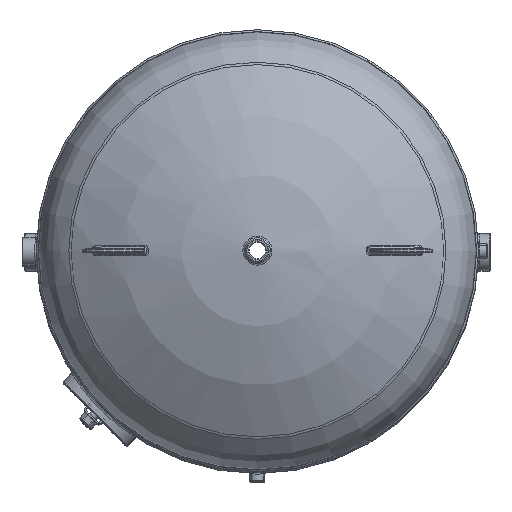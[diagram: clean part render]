
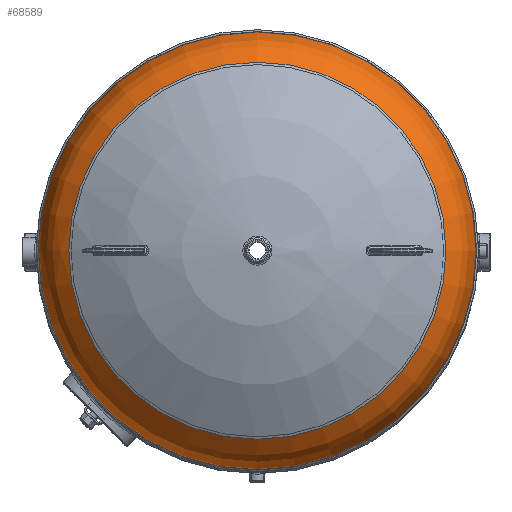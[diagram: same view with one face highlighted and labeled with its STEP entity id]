
A CAD part, top view. The second image highlights one B-rep face of the part: STEP entity #68589.
In plain terms, the highlighted toroidal (fillet/blend) face has major radius 280 mm and minor radius 120 mm.
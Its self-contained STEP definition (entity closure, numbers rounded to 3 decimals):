
#64325=CARTESIAN_POINT('',(-400.,-0.,2147.685));
#64326=VERTEX_POINT('',#64325);
#64333=CARTESIAN_POINT('',(400.,0.,2147.685));
#64334=VERTEX_POINT('',#64333);
#64335=CARTESIAN_POINT('',(-0.,0.,2147.685));
#64336=DIRECTION('',(0.,0.,-1.));
#64337=DIRECTION('',(-1.,0.,0.));
#64338=AXIS2_PLACEMENT_3D('',#64335,#64336,#64337);
#64339=CIRCLE('',#64338,400.);
#64340=EDGE_CURVE('',#64326,#64334,#64339,.T.);
#64342=CARTESIAN_POINT('',(-0.,0.,2147.685));
#64343=DIRECTION('',(0.,0.,-1.));
#64344=DIRECTION('',(-1.,0.,0.));
#64345=AXIS2_PLACEMENT_3D('',#64342,#64343,#64344);
#64346=CIRCLE('',#64345,400.);
#64347=EDGE_CURVE('',#64334,#64326,#64346,.T.);
#68238=CARTESIAN_POINT('',(344.451,0.,2248.907));
#68239=VERTEX_POINT('',#68238);
#68247=CARTESIAN_POINT('',(-344.451,0.,2248.907));
#68248=VERTEX_POINT('',#68247);
#68249=CARTESIAN_POINT('',(-0.,0.,2248.907));
#68250=DIRECTION('',(-0.,-0.,1.));
#68251=DIRECTION('',(-1.,0.,0.));
#68252=AXIS2_PLACEMENT_3D('',#68249,#68250,#68251);
#68253=CIRCLE('',#68252,344.451);
#68254=EDGE_CURVE('',#68239,#68248,#68253,.T.);
#68256=CARTESIAN_POINT('',(-0.,0.,2248.907));
#68257=DIRECTION('',(-0.,-0.,1.));
#68258=DIRECTION('',(-1.,0.,0.));
#68259=AXIS2_PLACEMENT_3D('',#68256,#68257,#68258);
#68260=CIRCLE('',#68259,344.451);
#68261=EDGE_CURVE('',#68248,#68239,#68260,.T.);
#68570=CARTESIAN_POINT('',(-0.,0.,2147.685));
#68571=DIRECTION('',(0.,0.,-1.));
#68572=DIRECTION('',(-1.,0.,0.));
#68573=AXIS2_PLACEMENT_3D('',#68570,#68571,#68572);
#68574=TOROIDAL_SURFACE('',#68573,280.,120.);
#68575=CARTESIAN_POINT('',(-280.,0.,2147.685));
#68576=DIRECTION('',(-0.,1.,-0.));
#68577=DIRECTION('',(-1.,0.,0.));
#68578=AXIS2_PLACEMENT_3D('',#68575,#68576,#68577);
#68579=CIRCLE('',#68578,120.);
#68580=EDGE_CURVE('',#64326,#68248,#68579,.T.);
#68581=ORIENTED_EDGE('',*,*,#68580,.T.);
#68582=ORIENTED_EDGE('',*,*,#68254,.F.);
#68583=ORIENTED_EDGE('',*,*,#68261,.F.);
#68584=ORIENTED_EDGE('',*,*,#68580,.F.);
#68585=ORIENTED_EDGE('',*,*,#64347,.F.);
#68586=ORIENTED_EDGE('',*,*,#64340,.F.);
#68587=EDGE_LOOP('',(#68581,#68582,#68583,#68584,#68585,#68586));
#68588=FACE_BOUND('',#68587,.T.);
#68589=ADVANCED_FACE('',(#68588),#68574,.T.);
